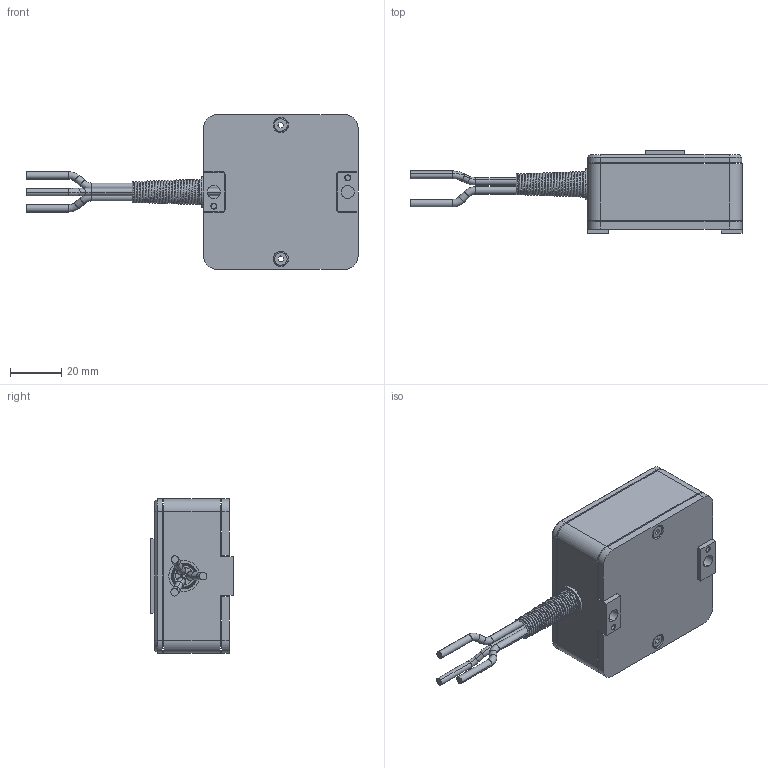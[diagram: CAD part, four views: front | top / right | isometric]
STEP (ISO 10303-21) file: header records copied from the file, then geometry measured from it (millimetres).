
FILE_DESCRIPTION (( 'STEP AP203' ), '1' );
FILE_NAME ('100401.STEP', '2014-09-18T13:54:46', ( '' ), ( '' ), 'SwSTEP 2.0', 'SolidWorks 2012', '' );
FILE_SCHEMA (( 'CONFIG_CONTROL_DESIGN' ));
Length unit declared in the file: millimetre
Products named in the file (1): 100401
Bounding box: 129 x 32 x 60 mm (x, y, z)
Surface area: 30550.3 mm2 (no closed solid volume)
Topology: 0 solids, 13 shells, 194 faces, 546 edges, 358 vertices
Faces by surface type: plane 76, cylinder 66, torus 30, cone 20, bspline 2
Entity records: 22969 total; most frequent: CARTESIAN_POINT 17745, DIRECTION 1164, ORIENTED_EDGE 958, EDGE_CURVE 546, AXIS2_PLACEMENT_3D 439, VERTEX_POINT 358, LINE 286, VECTOR 286
